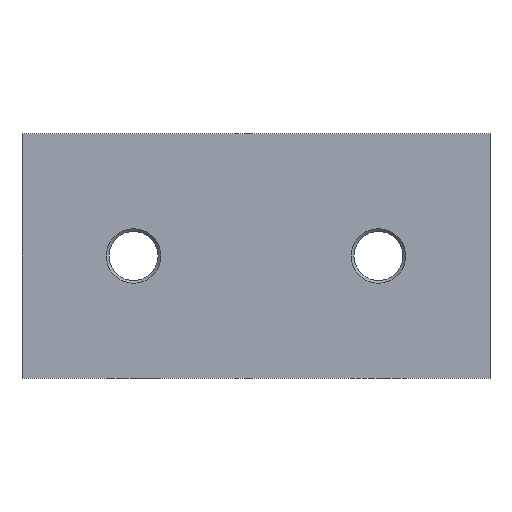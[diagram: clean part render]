
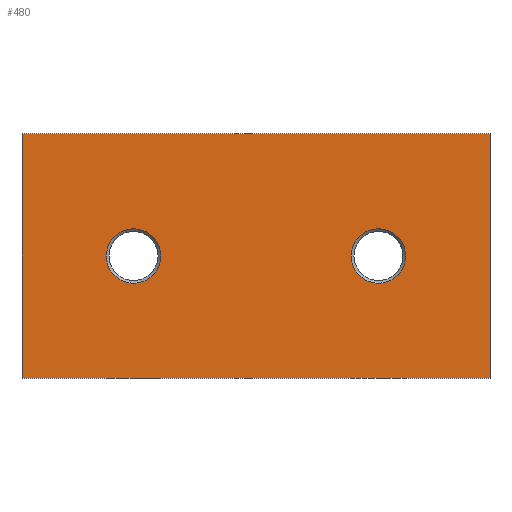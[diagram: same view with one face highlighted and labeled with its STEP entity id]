
A CAD part, front view. The second image highlights one B-rep face of the part: STEP entity #480.
In plain terms, the highlighted planar face has unit normal (0, -1, 0).
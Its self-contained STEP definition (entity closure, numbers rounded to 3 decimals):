
#15=FACE_BOUND('',#75,.T.);
#16=FACE_BOUND('',#76,.T.);
#24=PLANE('',#555);
#51=FACE_OUTER_BOUND('',#74,.T.);
#74=EDGE_LOOP('',(#393,#394,#395,#396));
#75=EDGE_LOOP('',(#397,#398));
#76=EDGE_LOOP('',(#399,#400));
#107=LINE('',#825,#140);
#108=LINE('',#828,#141);
#109=LINE('',#830,#142);
#110=LINE('',#831,#143);
#140=VECTOR('',#678,1000.);
#141=VECTOR('',#681,1000.);
#142=VECTOR('',#682,1000.);
#143=VECTOR('',#683,1000.);
#184=CIRCLE('',#543,5.);
#185=CIRCLE('',#544,5.);
#188=CIRCLE('',#548,5.);
#189=CIRCLE('',#549,5.);
#222=VERTEX_POINT('',#794);
#223=VERTEX_POINT('',#796);
#226=VERTEX_POINT('',#804);
#227=VERTEX_POINT('',#806);
#229=VERTEX_POINT('',#819);
#231=VERTEX_POINT('',#823);
#232=VERTEX_POINT('',#827);
#233=VERTEX_POINT('',#829);
#279=EDGE_CURVE('',#223,#222,#184,.T.);
#280=EDGE_CURVE('',#222,#223,#185,.T.);
#284=EDGE_CURVE('',#227,#226,#188,.T.);
#285=EDGE_CURVE('',#226,#227,#189,.T.);
#293=EDGE_CURVE('',#229,#231,#107,.T.);
#294=EDGE_CURVE('',#231,#232,#108,.T.);
#295=EDGE_CURVE('',#233,#232,#109,.T.);
#296=EDGE_CURVE('',#229,#233,#110,.T.);
#393=ORIENTED_EDGE('',*,*,#294,.T.);
#394=ORIENTED_EDGE('',*,*,#295,.F.);
#395=ORIENTED_EDGE('',*,*,#296,.F.);
#396=ORIENTED_EDGE('',*,*,#293,.T.);
#397=ORIENTED_EDGE('',*,*,#284,.T.);
#398=ORIENTED_EDGE('',*,*,#285,.T.);
#399=ORIENTED_EDGE('',*,*,#279,.T.);
#400=ORIENTED_EDGE('',*,*,#280,.T.);
#480=ADVANCED_FACE('',(#51,#15,#16),#24,.F.);
#543=AXIS2_PLACEMENT_3D('',#797,#646,#647);
#544=AXIS2_PLACEMENT_3D('',#798,#648,#649);
#548=AXIS2_PLACEMENT_3D('',#807,#657,#658);
#549=AXIS2_PLACEMENT_3D('',#808,#659,#660);
#555=AXIS2_PLACEMENT_3D('',#826,#679,#680);
#646=DIRECTION('center_axis',(0.,1.,0.));
#647=DIRECTION('ref_axis',(0.,0.,1.));
#648=DIRECTION('center_axis',(0.,1.,0.));
#649=DIRECTION('ref_axis',(0.,0.,1.));
#657=DIRECTION('center_axis',(0.,1.,0.));
#658=DIRECTION('ref_axis',(0.,0.,1.));
#659=DIRECTION('center_axis',(0.,1.,0.));
#660=DIRECTION('ref_axis',(0.,0.,1.));
#678=DIRECTION('',(-1.,0.,0.));
#679=DIRECTION('center_axis',(0.,1.,0.));
#680=DIRECTION('ref_axis',(0.,0.,1.));
#681=DIRECTION('',(0.,0.,-1.));
#682=DIRECTION('',(-1.,0.,0.));
#683=DIRECTION('',(0.,0.,-1.));
#794=CARTESIAN_POINT('',(-22.5,0.,27.5));
#796=CARTESIAN_POINT('',(-22.5,0.,17.5));
#797=CARTESIAN_POINT('Origin',(-22.5,0.,22.5));
#798=CARTESIAN_POINT('Origin',(-22.5,0.,22.5));
#804=CARTESIAN_POINT('',(22.5,0.,27.5));
#806=CARTESIAN_POINT('',(22.5,0.,17.5));
#807=CARTESIAN_POINT('Origin',(22.5,0.,22.5));
#808=CARTESIAN_POINT('Origin',(22.5,0.,22.5));
#819=CARTESIAN_POINT('',(43.,0.,45.));
#823=CARTESIAN_POINT('',(-43.,0.,45.));
#825=CARTESIAN_POINT('',(43.,0.,45.));
#826=CARTESIAN_POINT('Origin',(43.,0.,45.));
#827=CARTESIAN_POINT('',(-43.,0.,0.));
#828=CARTESIAN_POINT('',(-43.,0.,45.));
#829=CARTESIAN_POINT('',(43.,0.,0.));
#830=CARTESIAN_POINT('',(43.,0.,0.));
#831=CARTESIAN_POINT('',(43.,0.,45.));
